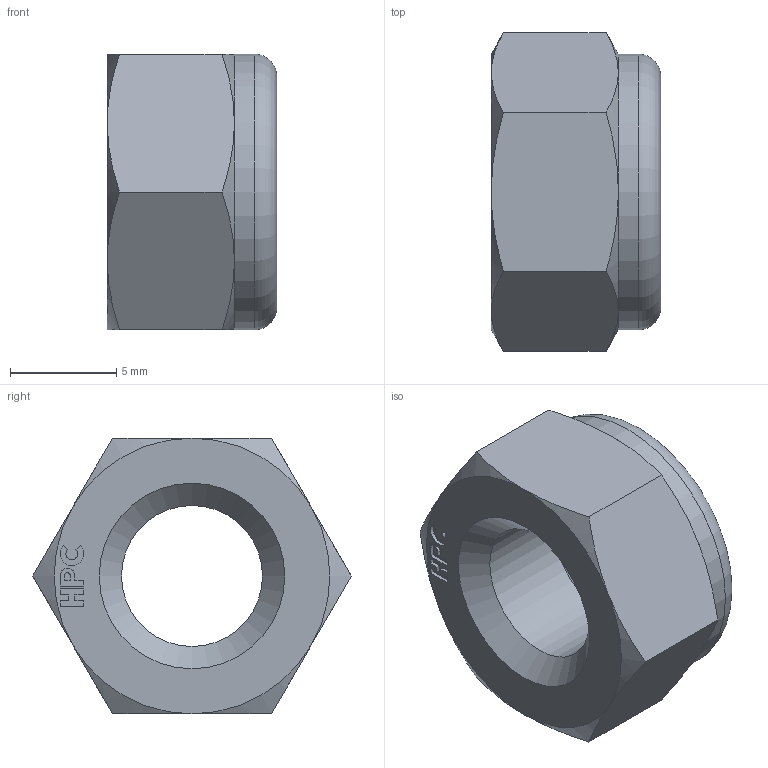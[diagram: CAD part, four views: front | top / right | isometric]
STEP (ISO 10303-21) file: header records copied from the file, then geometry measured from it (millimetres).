
FILE_DESCRIPTION( ( 'STEP AP214' ), '1' );
FILE_NAME( 'HPC_-_NIN-8_B_2_14b.stp', ' ', ( ' ' ), ( ' ' ), 'PSStep 15.0.47', 'PARTsolutions', ' ' );
FILE_SCHEMA( ( 'AUTOMOTIVE_DESIGN { 1 0 10303 214 1 1 1 1 }' ) );
Length unit declared in the file: millimetre
Products named in the file (1): HI_HPC - NIN-8/B
Bounding box: 8 x 15.01 x 13 mm (x, y, z)
Volume: 808.1 mm3; surface area: 750.1 mm2
Topology: 1 solids, 1 shells, 61 faces, 141 edges, 89 vertices
Faces by surface type: plane 37, cone 14, cylinder 9, torus 1
Full cylindrical faces by diameter (mm): 6.647 x2, 8.75 x2, 13 x1
Entity records: 2254 total; most frequent: CARTESIAN_POINT 418, DIRECTION 264, ORIENTED_EDGE 264, EDGE_CURVE 132, AXIS2_PLACEMENT_3D 94, VERTEX_POINT 88, EDGE_LOOP 78, LINE 76
